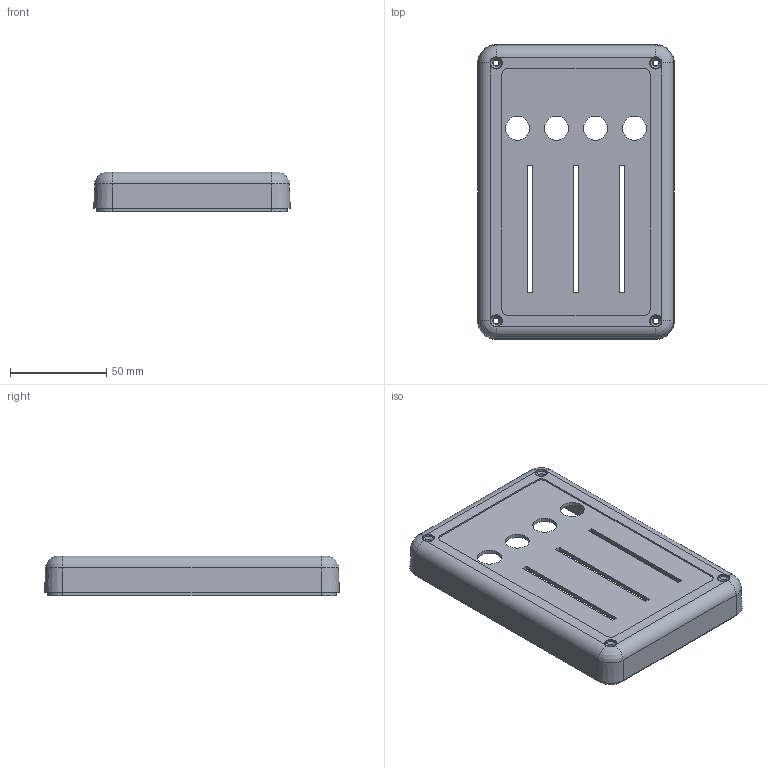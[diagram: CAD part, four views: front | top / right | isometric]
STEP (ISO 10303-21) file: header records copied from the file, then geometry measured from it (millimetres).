
FILE_DESCRIPTION(('FreeCAD Model'),'2;1');
FILE_NAME('top shell.step','2021-05-04T19:30:01',('Author'),(''), 'Open CASCADE STEP processor 7.2','FreeCAD','Unknown');
FILE_SCHEMA(('AUTOMOTIVE_DESIGN { 1 0 10303 214 1 1 1 1 }'));
Length unit declared in the file: millimetre
Products named in the file (1): SL-68C_SL-68C-R_Modified
Bounding box: 101.85 x 152.81 x 20.57 mm (x, y, z)
Volume: 53427.3 mm3; surface area: 48441.4 mm2
Topology: 1 solids, 1 shells, 153 faces, 388 edges, 240 vertices
Faces by surface type: cone 72, plane 53, cylinder 16, revolution 12
Full cylindrical faces by diameter (mm): 12.5 x4
Entity records: 12557 total; most frequent: CARTESIAN_POINT 4906, DIRECTION 1390, ORIENTED_EDGE 776, PCURVE 776, DEFINITIONAL_REPRESENTATION 776, LINE 744, VECTOR 744, EDGE_CURVE 388
